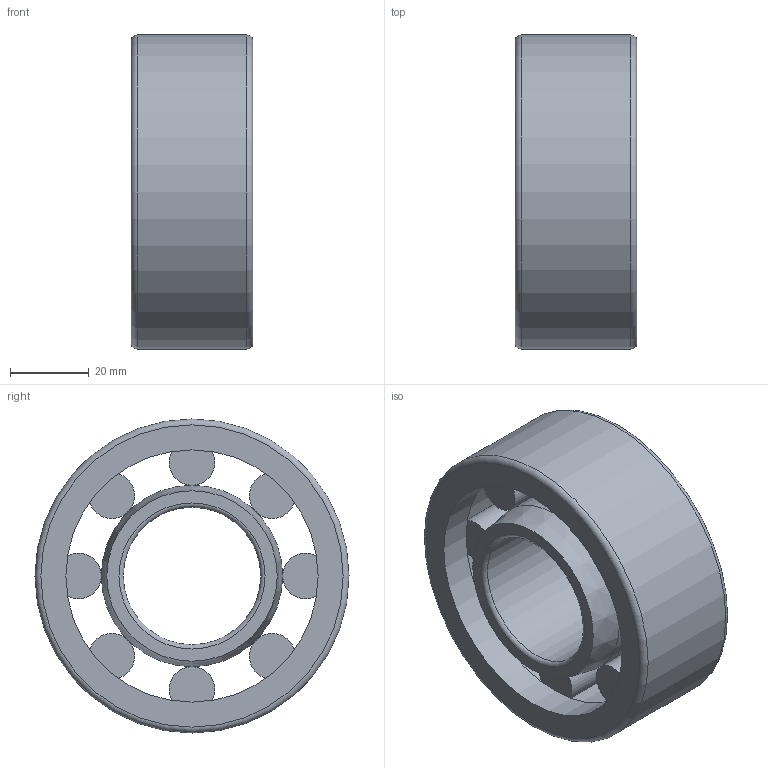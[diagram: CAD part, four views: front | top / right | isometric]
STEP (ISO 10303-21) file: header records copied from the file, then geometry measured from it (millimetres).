
FILE_DESCRIPTION(/* description */ ('STEP AP214'),/* implementation_level */ '2;1');
FILE_NAME(/* name */ 'NU2307EA',/* time_stamp */ '2025-09-08T16:16:06+02:00',/* author */ ('License CC BY-ND 4.0'),/* organization */ ('CADENAS'),/* preprocessor_version */ 'ST-DEVELOPER v19.3',/* originating_system */ 'PARTsolutions',/* authorisation */ ' ');
FILE_SCHEMA (('AUTOMOTIVE_DESIGN {1 0 10303 214 3 1 1}'));
Length unit declared in the file: millimetre
Products named in the file (4): NU2307EA; NU2307EA Inner ring; NU2307EA Outer ring; NU2307EA Roller
Assembly tree (10 placements, depth 2):
  NU2307EA
    NU2307EA Inner ring
    NU2307EA Outer ring
    NU2307EA Roller  x8
Bounding box: 31 x 80 x 80 mm (x, y, z)
Volume: 79793.9 mm3; surface area: 33459.1 mm2
Topology: 10 solids, 10 shells, 42 faces, 54 edges, 34 vertices
Faces by surface type: plane 22, cylinder 14, torus 4, cone 2
Full cylindrical faces by diameter (mm): 11.666 x8, 35 x1, 46.2 x1, 64.25 x2, 69.533 x1, 80 x1
Entity records: 579 total; most frequent: DIRECTION 104, CARTESIAN_POINT 72, AXIS2_PLACEMENT_3D 52, ORIENTED_EDGE 40, EDGE_LOOP 40, FACE_BOUND 40, ADVANCED_FACE 21, EDGE_CURVE 20
